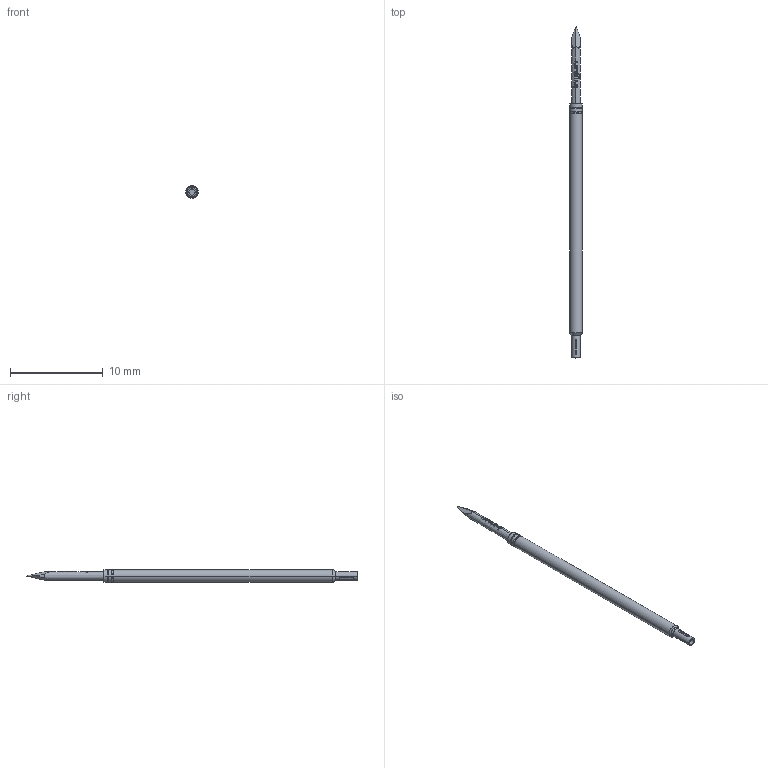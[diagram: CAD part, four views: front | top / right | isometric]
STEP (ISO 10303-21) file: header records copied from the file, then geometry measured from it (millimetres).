
FILE_DESCRIPTION (( 'STEP AP203' ), '1' );
FILE_NAME ('INGUN_S-075_291_090_A_xx00_ES.STEP', '2022-01-28T08:11:40', ( 'ochi' ), ( '' ), 'SwSTEP 2.0', 'SolidWorks 2018', '' );
FILE_SCHEMA (( 'CONFIG_CONTROL_DESIGN' ));
Length unit declared in the file: millimetre
Products named in the file (1): INGUN_S-075_291_090_A_xx00_ES
Bounding box: 1.37 x 35.81 x 1.37 mm (x, y, z)
Volume: 41.8 mm3; surface area: 144.4 mm2
Topology: 1 solids, 1 shells, 139 faces, 360 edges, 232 vertices
Faces by surface type: bspline 73, cylinder 25, torus 14, cone 14, plane 13
Entity records: 6446 total; most frequent: CARTESIAN_POINT 3620, ORIENTED_EDGE 720, EDGE_CURVE 360, DIRECTION 325, VERTEX_POINT 232, B_SPLINE_CURVE_WITH_KNOTS 231, EDGE_LOOP 148, FACE_OUTER_BOUND 139
